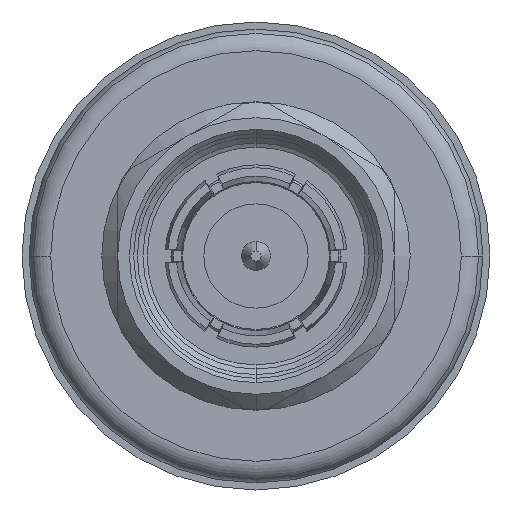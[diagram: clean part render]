
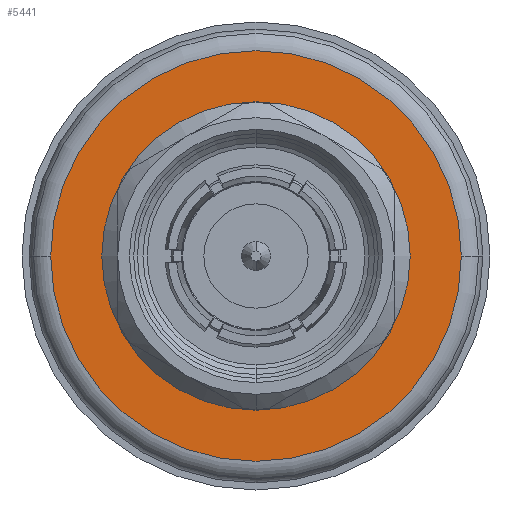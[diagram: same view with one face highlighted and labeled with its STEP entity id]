
A CAD part, left-side view. The second image highlights one B-rep face of the part: STEP entity #5441.
In plain terms, the highlighted planar face has unit normal (-1, 0, 0).
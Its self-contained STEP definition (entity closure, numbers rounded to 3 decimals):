
#711 = DIRECTION ( 'NONE',  ( 0., 1., 0. ) ) ;
#1171 = CARTESIAN_POINT ( 'NONE',  ( 120.081, 0., 0. ) ) ;
#1176 = PLANE ( 'NONE',  #3994 ) ;
#1219 = CARTESIAN_POINT ( 'NONE',  ( 120.081, 9.652, 0. ) ) ;
#1269 = DIRECTION ( 'NONE',  ( -1., 0., 0. ) ) ;
#1356 = DIRECTION ( 'NONE',  ( 0., 0., -1. ) ) ;
#2050 = ORIENTED_EDGE ( 'NONE', *, *, #9799, .T. ) ;
#2286 = VERTEX_POINT ( 'NONE', #5180 ) ;
#2459 = CARTESIAN_POINT ( 'NONE',  ( 120.081, 0., 5.524 ) ) ;
#2476 = DIRECTION ( 'NONE',  ( -1., 0., 0. ) ) ;
#2706 = FACE_OUTER_BOUND ( 'NONE', #9386, .T. ) ;
#3120 = VERTEX_POINT ( 'NONE', #2459 ) ;
#3121 = AXIS2_PLACEMENT_3D ( 'NONE', #9097, #9151, #711 ) ;
#3543 = EDGE_CURVE ( 'NONE', #7470, #2286, #7253, .T. ) ;
#3571 = ORIENTED_EDGE ( 'NONE', *, *, #8797, .F. ) ;
#3994 = AXIS2_PLACEMENT_3D ( 'NONE', #7038, #8786, #4502 ) ;
#4003 = CARTESIAN_POINT ( 'NONE',  ( 120.081, 0., 0. ) ) ;
#4372 = EDGE_LOOP ( 'NONE', ( #11071, #3571 ) ) ;
#4502 = DIRECTION ( 'NONE',  ( 0., 0., 1. ) ) ;
#4545 = ORIENTED_EDGE ( 'NONE', *, *, #3543, .T. ) ;
#4580 = VERTEX_POINT ( 'NONE', #9131 ) ;
#5180 = CARTESIAN_POINT ( 'NONE',  ( 120.081, -9.652, 0. ) ) ;
#5441 = ADVANCED_FACE ( 'NONE', ( #2706, #7994 ), #1176, .F. ) ;
#5601 = CIRCLE ( 'NONE', #7226, 5.525 ) ;
#6327 = CIRCLE ( 'NONE', #9003, 5.525 ) ;
#7038 = CARTESIAN_POINT ( 'NONE',  ( 120.081, 10.668, 0. ) ) ;
#7226 = AXIS2_PLACEMENT_3D ( 'NONE', #4003, #10705, #1356 ) ;
#7253 = CIRCLE ( 'NONE', #3121, 9.652 ) ;
#7470 = VERTEX_POINT ( 'NONE', #1219 ) ;
#7941 = EDGE_CURVE ( 'NONE', #4580, #3120, #5601, .T. ) ;
#7994 = FACE_BOUND ( 'NONE', #4372, .T. ) ;
#8092 = DIRECTION ( 'NONE',  ( 0., 0., -1. ) ) ;
#8786 = DIRECTION ( 'NONE',  ( 1., 0., 0. ) ) ;
#8797 = EDGE_CURVE ( 'NONE', #3120, #4580, #6327, .T. ) ;
#9003 = AXIS2_PLACEMENT_3D ( 'NONE', #1171, #1269, #8092 ) ;
#9097 = CARTESIAN_POINT ( 'NONE',  ( 120.081, 0., 0. ) ) ;
#9131 = CARTESIAN_POINT ( 'NONE',  ( 120.081, 0., -5.525 ) ) ;
#9151 = DIRECTION ( 'NONE',  ( -1., 0., 0. ) ) ;
#9386 = EDGE_LOOP ( 'NONE', ( #4545, #2050 ) ) ;
#9460 = DIRECTION ( 'NONE',  ( 0., 1., 0. ) ) ;
#9799 = EDGE_CURVE ( 'NONE', #2286, #7470, #10498, .T. ) ;
#10186 = CARTESIAN_POINT ( 'NONE',  ( 120.081, 0., 0. ) ) ;
#10498 = CIRCLE ( 'NONE', #10672, 9.652 ) ;
#10672 = AXIS2_PLACEMENT_3D ( 'NONE', #10186, #2476, #9460 ) ;
#10705 = DIRECTION ( 'NONE',  ( -1., 0., 0. ) ) ;
#11071 = ORIENTED_EDGE ( 'NONE', *, *, #7941, .F. ) ;
